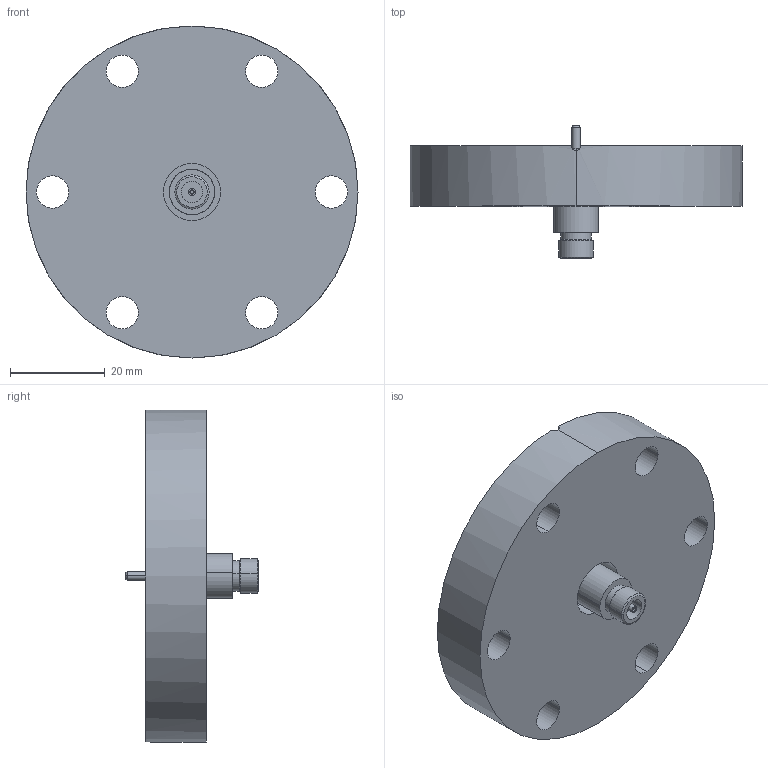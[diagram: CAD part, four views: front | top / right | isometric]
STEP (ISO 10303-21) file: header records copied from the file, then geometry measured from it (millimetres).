
FILE_DESCRIPTION (( 'STEP AP214' ), '1' );
FILE_NAME ('242-SMA50-C40.STEP', '2015-01-23T12:30:56', ( 'allectra' ), ( 'Microsoft' ), 'SwSTEP 2.0', 'SolidWorks 2014', '' );
FILE_SCHEMA (( 'AUTOMOTIVE_DESIGN' ));
Length unit declared in the file: millimetre
Products named in the file (3): 242-SMA50; 242-SMA50-C40; 9411-C40-9.6_DN40 CF
Assembly tree (2 placements, depth 2):
  242-SMA50-C40
    9411-C40-9.6_DN40 CF
    242-SMA50
Bounding box: 69.9 x 28 x 69.9 mm (x, y, z)
Volume: 43074.8 mm3; surface area: 13691.4 mm2
Topology: 2 solids, 2 shells, 61 faces, 138 edges, 88 vertices
Faces by surface type: cylinder 38, plane 13, cone 8, torus 2
Entity records: 1926 total; most frequent: CARTESIAN_POINT 358, DIRECTION 344, ORIENTED_EDGE 276, AXIS2_PLACEMENT_3D 148, EDGE_CURVE 138, VERTEX_POINT 88, EDGE_LOOP 82, CIRCLE 82
